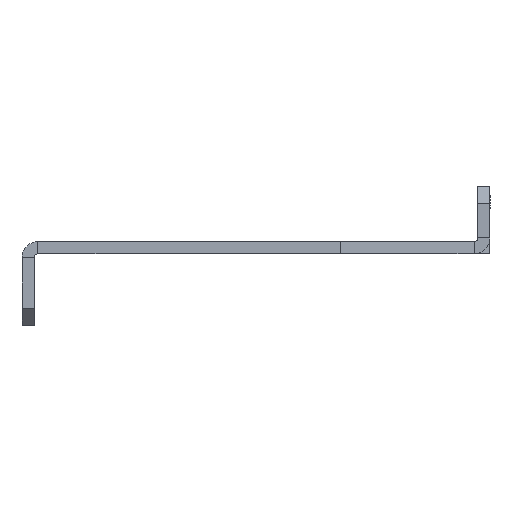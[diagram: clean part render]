
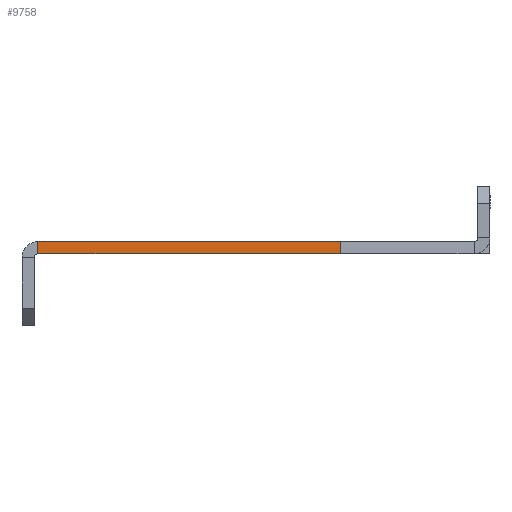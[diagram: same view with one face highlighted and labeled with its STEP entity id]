
A CAD part, left-side view. The second image highlights one B-rep face of the part: STEP entity #9758.
In plain terms, the highlighted planar face has unit normal (-1, 0, 0).
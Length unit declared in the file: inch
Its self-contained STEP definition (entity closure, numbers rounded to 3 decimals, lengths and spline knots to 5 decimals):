
#763 = DIRECTION ( 'NONE',  ( 0., 1., 0. ) ) ;
#828 = CARTESIAN_POINT ( 'NONE',  ( 0., 1., -0.119 ) ) ;
#850 = CARTESIAN_POINT ( 'NONE',  ( 0., 0., 0. ) ) ;
#851 = DIRECTION ( 'NONE',  ( 0., 1., 0. ) ) ;
#864 = CARTESIAN_POINT ( 'NONE',  ( 0., 0., -0.09 ) ) ;
#871 = DIRECTION ( 'NONE',  ( 0., 0., 1. ) ) ;
#983 = CARTESIAN_POINT ( 'NONE',  ( 0., 1., -0.09 ) ) ;
#1252 = DIRECTION ( 'NONE',  ( 0., 0., -1. ) ) ;
#1264 = VECTOR ( 'NONE', #763, 39.37008 ) ;
#1299 = CARTESIAN_POINT ( 'NONE',  ( 0., 3.262, 0. ) ) ;
#1317 = LINE ( 'NONE', #850, #1264 ) ;
#1327 = VECTOR ( 'NONE', #871, 39.37008 ) ;
#1338 = LINE ( 'NONE', #864, #1403 ) ;
#1348 = LINE ( 'NONE', #828, #1327 ) ;
#1386 = VECTOR ( 'NONE', #1252, 39.37008 ) ;
#1388 = LINE ( 'NONE', #1299, #1386 ) ;
#1403 = VECTOR ( 'NONE', #851, 39.37008 ) ;
#1405 = AXIS2_PLACEMENT_3D ( 'NONE', #9557, #7316, #9445 ) ;
#1687 = CARTESIAN_POINT ( 'NONE',  ( 0., 3.262, 0. ) ) ;
#2554 = VERTEX_POINT ( 'NONE', #1687 ) ;
#4429 = EDGE_LOOP ( 'NONE', ( #6983, #7016, #7039, #7049 ) ) ;
#4619 = FACE_OUTER_BOUND ( 'NONE', #4429, .T. ) ;
#6588 = EDGE_CURVE ( 'NONE', #2554, #7036, #1388, .T. ) ;
#6730 = VERTEX_POINT ( 'NONE', #983 ) ;
#6754 = EDGE_CURVE ( 'NONE', #6730, #7036, #1338, .T. ) ;
#6769 = EDGE_CURVE ( 'NONE', #6730, #7857, #1348, .T. ) ;
#6792 = EDGE_CURVE ( 'NONE', #7857, #2554, #1317, .T. ) ;
#6983 = ORIENTED_EDGE ( 'NONE', *, *, #6754, .F. ) ;
#7016 = ORIENTED_EDGE ( 'NONE', *, *, #6769, .T. ) ;
#7036 = VERTEX_POINT ( 'NONE', #9688 ) ;
#7039 = ORIENTED_EDGE ( 'NONE', *, *, #6792, .T. ) ;
#7049 = ORIENTED_EDGE ( 'NONE', *, *, #6588, .T. ) ;
#7316 = DIRECTION ( 'NONE',  ( -1., 0., 0. ) ) ;
#7857 = VERTEX_POINT ( 'NONE', #8001 ) ;
#8001 = CARTESIAN_POINT ( 'NONE',  ( 0., 1., 0. ) ) ;
#9445 = DIRECTION ( 'NONE',  ( 0., 0., 1. ) ) ;
#9557 = CARTESIAN_POINT ( 'NONE',  ( 0., 3.291, -0.119 ) ) ;
#9688 = CARTESIAN_POINT ( 'NONE',  ( 0., 3.262, -0.09 ) ) ;
#9758 = ADVANCED_FACE ( 'NONE', ( #4619 ), #9914, .T. ) ;
#9914 = PLANE ( 'NONE',  #1405 ) ;
